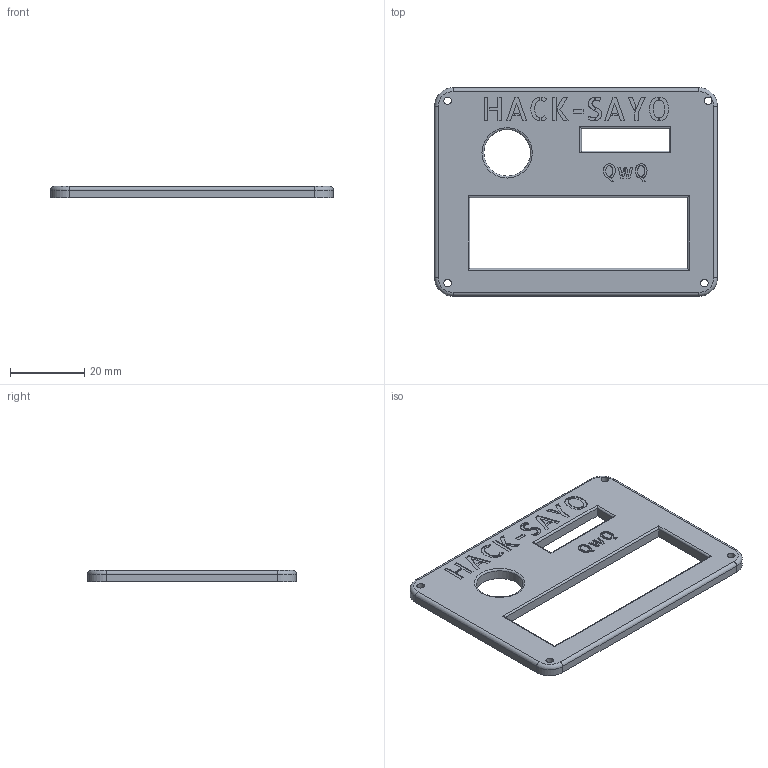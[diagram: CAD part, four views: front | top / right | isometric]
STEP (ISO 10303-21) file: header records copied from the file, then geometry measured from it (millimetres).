
FILE_DESCRIPTION(('STEP AP242 Edition 2','STEP AP242 Edition 2''CAx-IF Rec.Pracs.---Representation and Presentation of Product Manufacturing Information (PMI)---4.0---2014-10-13','STEP AP242 Edition 2''CAx-IF Rec.Pracs.---Representation and Presentation of Product Manufacturing Information (PMI)---4.0---2014-10-13''CAx-IF Rec.Pracs.---3D Tessellated Geometry---0.4---2014-09-14','STEP AP242 Edition 2''CAx-IF Rec.Pracs.---Representation and Presentation of Product Manufacturing Information (PMI)---4.0---2014-10-13''CAx-IF Rec.Pracs.---3D Tessellated Geometry---0.4---2014-09-14''2;1','STEP AP242 Edition 2''CAx-IF Rec.Pracs.---Representation and Presentation of Product Manufacturing Information (PMI)---4.0---2014-10-13''CAx-IF Rec.Pracs.---3D Tessellated Geometry---0.4---2014-09-14''2;1''CAx-IF Rec.Pracs.---User Defined Attributes---1.5---2016-08-15'),'2;1');
FILE_NAME('Part Studio 1 - Part 2.step','2026-02-25T01:28:19',(''),(''),'ST-DEVELOPER v20','ONSHAPE BY PTC INC, 1.211',' ');
FILE_SCHEMA(('AP242_MANAGED_MODEL_BASED_3D_ENGINEERING_MIM_LF { 1 0 10303 442 3 1 4 }'));
Length unit declared in the file: metre
Products named in the file (1): Part 2
Bounding box: 76 x 56 x 3 mm (x, y, z)
Volume: 8443.4 mm3; surface area: 7208.8 mm2
Topology: 1 solids, 1 shells, 336 faces, 907 edges, 599 vertices
Faces by surface type: plane 151, cylinder 125, bspline 55, torus 5
Full cylindrical faces by diameter (mm): 2 x4, 12.5 x1
Entity records: 10782 total; most frequent: CARTESIAN_POINT 2442, ORIENTED_EDGE 1802, DIRECTION 1602, EDGE_CURVE 901, VERTEX_POINT 599, LINE 544, VECTOR 544, AXIS2_PLACEMENT_3D 529
